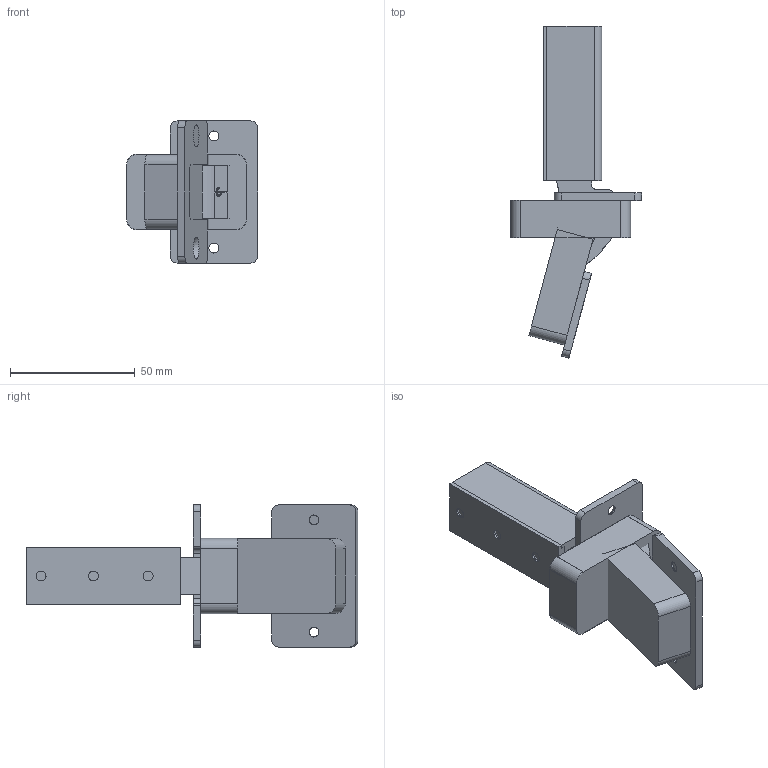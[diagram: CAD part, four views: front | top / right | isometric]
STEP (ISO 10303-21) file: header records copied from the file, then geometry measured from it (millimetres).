
FILE_DESCRIPTION(/* description */ (''),/* implementation_level */ '2;1');
FILE_NAME(/* name */ 'JBA4.32.105.stp',/* time_stamp */ '2024-11-01T22:03:14+01:00',/* author */ ('Jikko'),/* organization */ (''),/* preprocessor_version */ 'ST-DEVELOPER v19.2',/* originating_system */ 'AutoCAD Mechanical',/* authorisation */ '');
FILE_SCHEMA (('AUTOMOTIVE_DESIGN { 1 0 10303 214 3 1 1 }'));
Length unit declared in the file: millimetre
Products named in the file (1): Product
Bounding box: 52.6 x 133.18 x 57 mm (x, y, z)
Volume: 142758.3 mm3; surface area: 39819.4 mm2
Topology: 4 solids, 4 shells, 198 faces, 540 edges, 357 vertices
Faces by surface type: plane 121, cylinder 59, cone 16, torus 2
Full cylindrical faces by diameter (mm): 4 x3, 6 x2
Entity records: 6394 total; most frequent: CARTESIAN_POINT 1314, ORIENTED_EDGE 1076, DIRECTION 1032, EDGE_CURVE 538, LINE 358, VECTOR 358, VERTEX_POINT 357, AXIS2_PLACEMENT_3D 337
